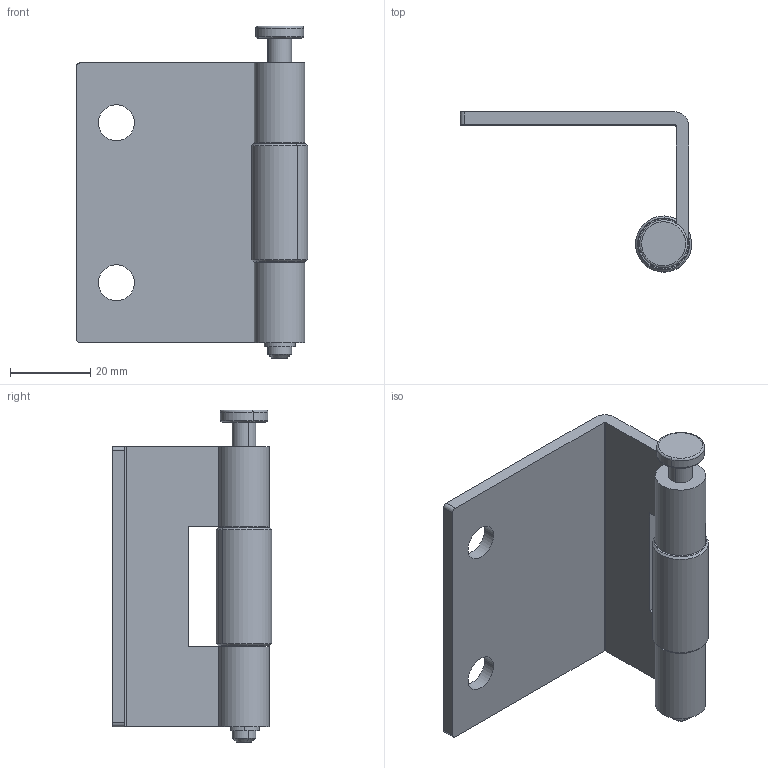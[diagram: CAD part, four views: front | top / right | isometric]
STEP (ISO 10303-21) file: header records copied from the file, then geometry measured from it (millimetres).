
FILE_DESCRIPTION (( 'STEP AP214' ), '1' );
FILE_NAME ('B37 KH-163.stp', '2012-05-09T02:04:01', ( '' ), ( '' ), 'SwSTEP 2.0', 'SolidWorks 2012', '' );
FILE_SCHEMA (( 'AUTOMOTIVE_DESIGN' ));
Length unit declared in the file: millimetre
Products named in the file (5): C RING; PIPE HINGE; HINGE PIN; CONCEALDED HINGE; B37 KH-163
Assembly tree (4 placements, depth 2):
  B37 KH-163
    CONCEALDED HINGE
    HINGE PIN
    PIPE HINGE
    C RING
Bounding box: 57.8 x 40 x 83 mm (x, y, z)
Volume: 26917.2 mm3; surface area: 18513.3 mm2
Topology: 4 solids, 4 shells, 77 faces, 188 edges, 122 vertices
Faces by surface type: cylinder 40, plane 27, cone 6, bspline 4
Entity records: 2703 total; most frequent: CARTESIAN_POINT 621, DIRECTION 434, ORIENTED_EDGE 376, EDGE_CURVE 188, AXIS2_PLACEMENT_3D 170, VERTEX_POINT 122, VECTOR 94, LINE 94
